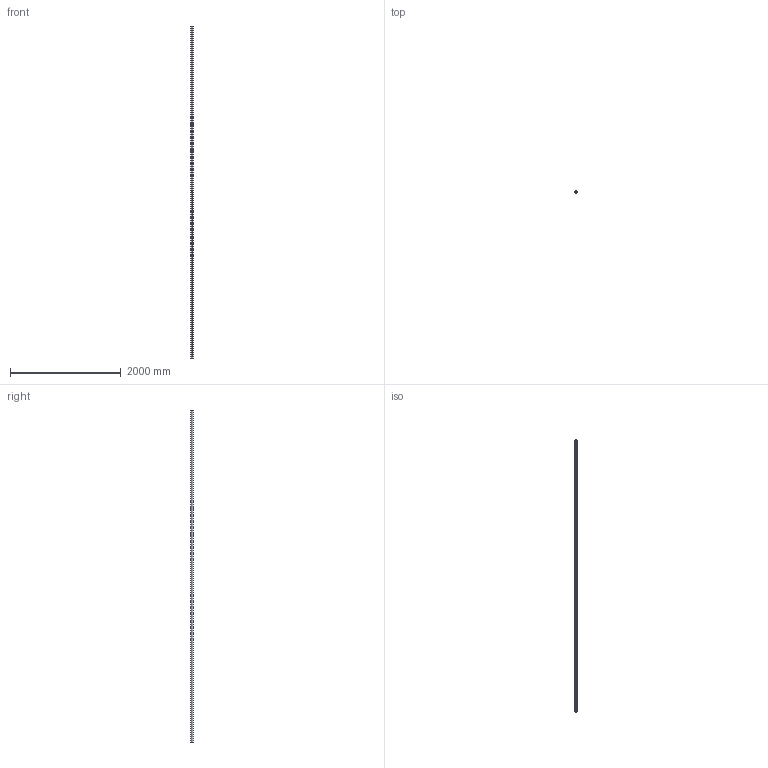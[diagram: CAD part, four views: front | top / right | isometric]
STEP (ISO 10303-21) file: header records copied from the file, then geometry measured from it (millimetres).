
FILE_DESCRIPTION (( 'STEP AP203' ), '1' );
FILE_NAME ('60330-V4A.step', '2022-06-27T14:25:27', ( '' ), ( '' ), 'SwSTEP 2.0', 'SolidWorks 2018', '' );
FILE_SCHEMA (( 'CONFIG_CONTROL_DESIGN' ));
Length unit declared in the file: millimetre
Products named in the file (1): 60330-V4A
Bounding box: 42.31 x 36.26 x 6000 mm (x, y, z)
Volume: 1538714.2 mm3; surface area: 2052145.4 mm2
Topology: 1 solids, 1 shells, 287 faces, 777 edges, 518 vertices
Faces by surface type: plane 154, bspline 123, cylinder 10
Entity records: 14978 total; most frequent: CARTESIAN_POINT 8490, ORIENTED_EDGE 1554, DIRECTION 881, EDGE_CURVE 777, VERTEX_POINT 518, VECTOR 511, LINE 511, EDGE_LOOP 315
